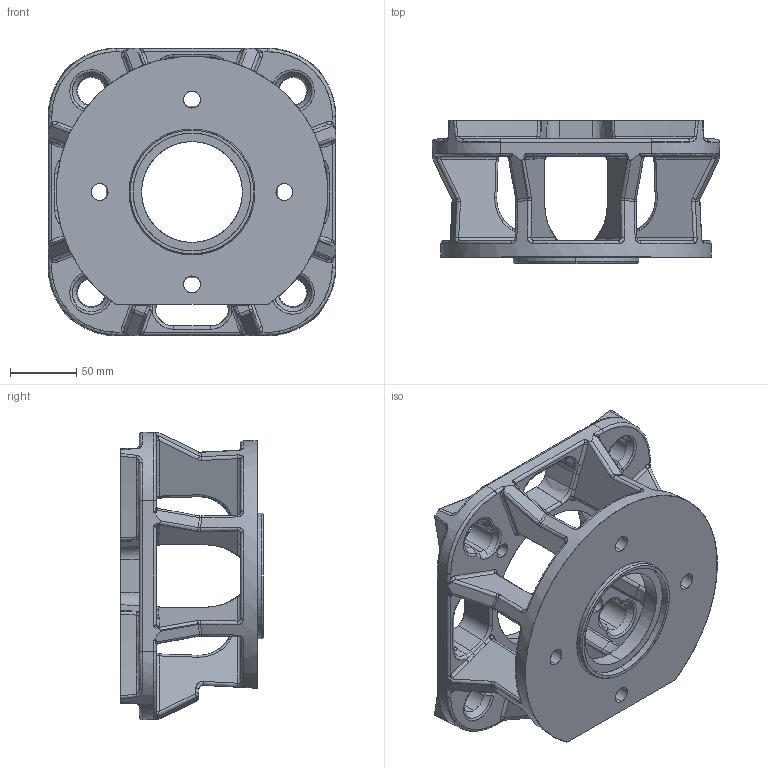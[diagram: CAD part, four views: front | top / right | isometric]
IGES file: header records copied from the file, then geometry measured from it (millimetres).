
Start section: SolidWorks IGES file using analytic representation for surfaces
Global section: file name: 20DEFAU0430927185048.igs; native system: SolidWorks 2008; preprocessor: SolidWorks 2008; author: partstream; date: 080430.092717; units: inch
Bounding box: 217.51 x 107.91 x 217.51 mm (x, y, z)
Surface area: 209574.7 mm2 (no closed solid volume)
Topology: 0 solids, 0 shells, 704 faces, 7365 edges, 7364 vertices
Faces by surface type: bspline 417, revolution 287
